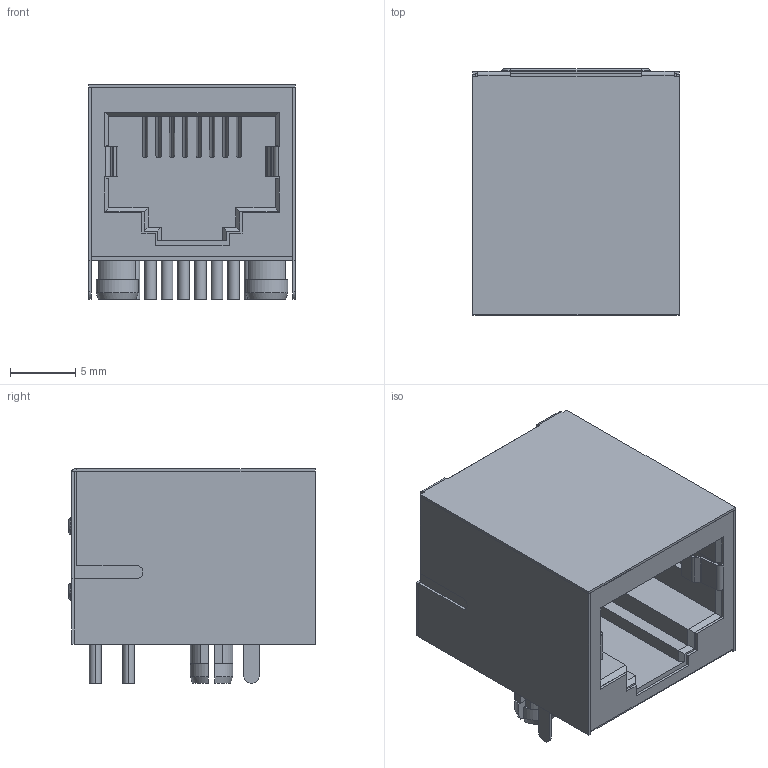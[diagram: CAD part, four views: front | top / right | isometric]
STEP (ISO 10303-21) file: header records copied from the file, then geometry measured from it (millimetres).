
FILE_DESCRIPTION (( 'STEP AP214' ), '1' );
FILE_NAME ('RJ45-TH_L18.4-W15.8-H13.5.step', '2022-07-09T14:37:30', ( '' ), ( '' ), 'SwSTEP 2.0', 'SolidWorks 2020', '' );
FILE_SCHEMA (( 'AUTOMOTIVE_DESIGN' ));
Length unit declared in the file: millimetre
Products named in the file (1): RJ45-TH_L18.4-W15.8-H13.5
Bounding box: 15.8 x 18.8 x 16.4 mm (x, y, z)
Volume: 2808.7 mm3; surface area: 4266.6 mm2
Topology: 19 solids, 19 shells, 577 faces, 1420 edges, 922 vertices
Faces by surface type: plane 385, bspline 112, cylinder 68, torus 8, cone 4
Entity records: 24573 total; most frequent: CARTESIAN_POINT 5108, ORIENTED_EDGE 2840, DIRECTION 2236, EDGE_CURVE 1420, VECTOR 1032, LINE 1032, VERTEX_POINT 922, EDGE_LOOP 618
